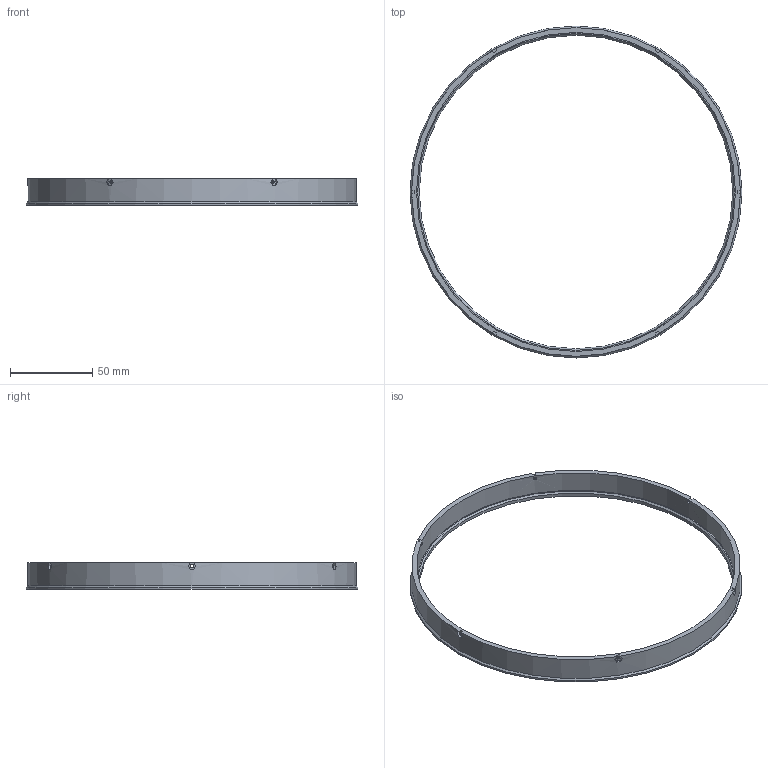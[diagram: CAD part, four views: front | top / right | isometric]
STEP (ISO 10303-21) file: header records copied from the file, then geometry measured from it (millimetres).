
FILE_DESCRIPTION(/* description */ (''),/* implementation_level */ '2;1');
FILE_NAME(/* name */ 'OuterRim.stp',/* time_stamp */ '2020-06-09T15:09:27+02:00',/* author */ ('jguck'),/* organization */ (''),/* preprocessor_version */ 'ST-DEVELOPER v17',/* originating_system */ 'Autodesk Inventor 2019',/* authorisation */ '');
FILE_SCHEMA (('AUTOMOTIVE_DESIGN { 1 0 10303 214 3 1 1 }'));
Length unit declared in the file: millimetre
Products named in the file (1): centerhub_runner
Bounding box: 202 x 202 x 16 mm (x, y, z)
Volume: 32787.3 mm3; surface area: 26139.1 mm2
Topology: 1 solids, 1 shells, 51 faces, 156 edges, 107 vertices
Faces by surface type: plane 39, cylinder 10, cone 2
Full cylindrical faces by diameter (mm): 2 x6, 190.7 x1, 194.1 x1, 200 x1, 202 x1
Entity records: 2029 total; most frequent: CARTESIAN_POINT 520, ORIENTED_EDGE 312, DIRECTION 307, EDGE_CURVE 156, AXIS2_PLACEMENT_3D 111, VERTEX_POINT 107, LINE 85, VECTOR 85
